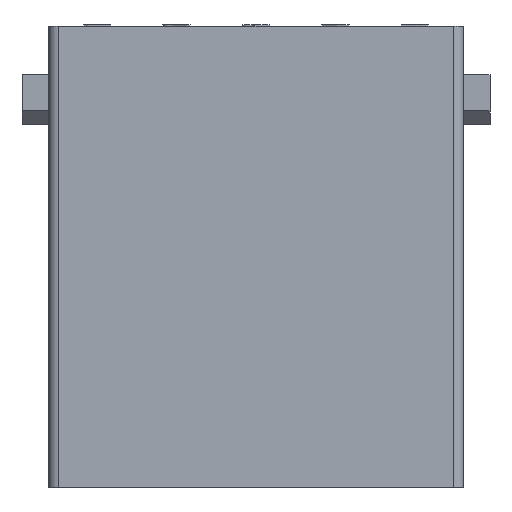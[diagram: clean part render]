
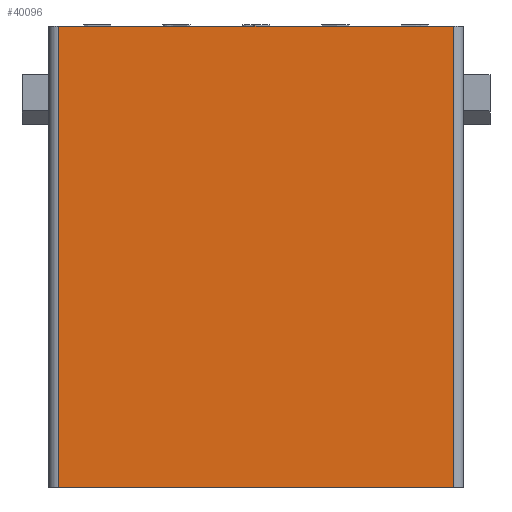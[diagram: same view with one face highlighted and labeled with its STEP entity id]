
A CAD part, left-side view. The second image highlights one B-rep face of the part: STEP entity #40096.
In plain terms, the highlighted planar face has unit normal (-1, 0, 0).
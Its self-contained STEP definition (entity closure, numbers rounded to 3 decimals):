
#1302=DIRECTION('',(0.,-1.,0.));
#1303=VECTOR('',#1302,28.8);
#1304=CARTESIAN_POINT('',(-7.325,14.4,18.8));
#1305=LINE('',#1304,#1303);
#14351=DIRECTION('',(0.,0.,1.));
#14352=VECTOR('',#14351,33.7);
#14353=CARTESIAN_POINT('',(-7.325,14.4,-14.9));
#14354=LINE('',#14353,#14352);
#14359=DIRECTION('',(0.,-1.,0.));
#14360=VECTOR('',#14359,28.8);
#14361=CARTESIAN_POINT('',(-7.325,14.4,-14.9));
#14362=LINE('',#14361,#14360);
#14367=DIRECTION('',(0.,0.,-1.));
#14368=VECTOR('',#14367,33.7);
#14369=CARTESIAN_POINT('',(-7.325,-14.4,18.8));
#14370=LINE('',#14369,#14368);
#16549=CARTESIAN_POINT('',(-7.325,14.4,18.8));
#16550=VERTEX_POINT('',#16549);
#16551=CARTESIAN_POINT('',(-7.325,-14.4,18.8));
#16552=VERTEX_POINT('',#16551);
#16894=CARTESIAN_POINT('',(-7.325,-14.4,-14.9));
#16895=VERTEX_POINT('',#16894);
#16896=CARTESIAN_POINT('',(-7.325,14.4,-14.9));
#16897=VERTEX_POINT('',#16896);
#40084=CARTESIAN_POINT('',(-7.325,-15.15,18.8));
#40085=DIRECTION('',(-1.,0.,0.));
#40086=DIRECTION('',(0.,-1.,0.));
#40087=AXIS2_PLACEMENT_3D('',#40084,#40085,#40086);
#40088=PLANE('',#40087);
#40089=ORIENTED_EDGE('',*,*,#40077,.T.);
#40090=ORIENTED_EDGE('',*,*,#21556,.T.);
#40092=ORIENTED_EDGE('',*,*,#40091,.T.);
#40093=ORIENTED_EDGE('',*,*,#37451,.F.);
#40094=EDGE_LOOP('',(#40089,#40090,#40092,#40093));
#40095=FACE_OUTER_BOUND('',#40094,.F.);
#40096=ADVANCED_FACE('',(#40095),#40088,.T.);
#21556=EDGE_CURVE('',#16550,#16552,#1305,.T.);
#37451=EDGE_CURVE('',#16897,#16895,#14362,.T.);
#40077=EDGE_CURVE('',#16897,#16550,#14354,.T.);
#40091=EDGE_CURVE('',#16552,#16895,#14370,.T.);
